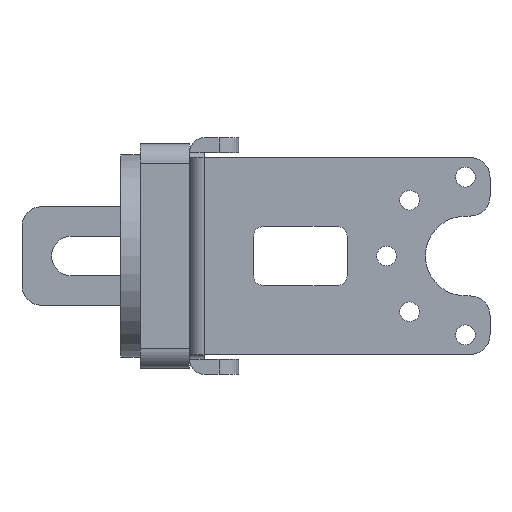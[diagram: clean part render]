
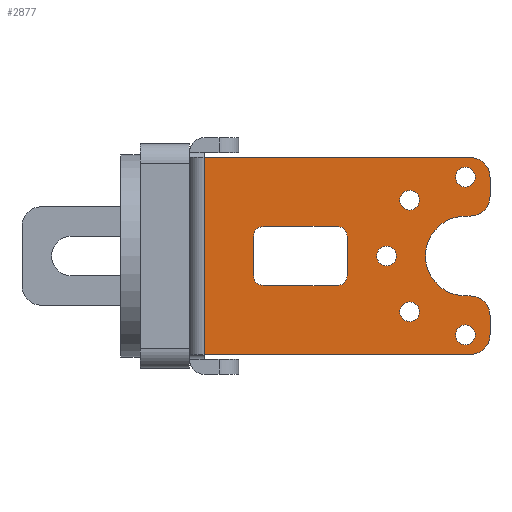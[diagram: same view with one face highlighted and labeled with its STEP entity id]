
A CAD part, left-side view. The second image highlights one B-rep face of the part: STEP entity #2877.
In plain terms, the highlighted planar face has unit normal (-1, 0, 0).
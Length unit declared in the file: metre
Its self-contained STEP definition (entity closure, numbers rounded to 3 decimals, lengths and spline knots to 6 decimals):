
#110=CIRCLE('',#3149,0.001);
#114=CIRCLE('',#3155,0.001);
#118=CIRCLE('',#3161,0.001);
#122=CIRCLE('',#3167,0.001);
#126=CIRCLE('',#3173,0.001);
#133=CIRCLE('',#3183,0.002);
#135=CIRCLE('',#3187,0.002);
#137=CIRCLE('',#3191,0.00405);
#139=CIRCLE('',#3195,0.002);
#141=CIRCLE('',#3198,0.002);
#142=CIRCLE('',#3201,0.001);
#143=CIRCLE('',#3202,0.001);
#144=CIRCLE('',#3203,0.001);
#145=CIRCLE('',#3204,0.001);
#146=CIRCLE('',#3205,0.01);
#147=CIRCLE('',#3206,0.01);
#217=PLANE('',#3200);
#683=ORIENTED_EDGE('',*,*,#1262,.F.);
#684=ORIENTED_EDGE('',*,*,#1266,.F.);
#685=ORIENTED_EDGE('',*,*,#1270,.F.);
#686=ORIENTED_EDGE('',*,*,#1274,.F.);
#687=ORIENTED_EDGE('',*,*,#1278,.F.);
#688=ORIENTED_EDGE('',*,*,#1314,.T.);
#689=ORIENTED_EDGE('',*,*,#1315,.F.);
#690=ORIENTED_EDGE('',*,*,#1316,.T.);
#691=ORIENTED_EDGE('',*,*,#1317,.F.);
#692=ORIENTED_EDGE('',*,*,#1318,.T.);
#693=ORIENTED_EDGE('',*,*,#1319,.F.);
#694=ORIENTED_EDGE('',*,*,#1320,.T.);
#695=ORIENTED_EDGE('',*,*,#1321,.F.);
#696=ORIENTED_EDGE('',*,*,#1306,.T.);
#697=ORIENTED_EDGE('',*,*,#1302,.T.);
#698=ORIENTED_EDGE('',*,*,#1300,.T.);
#699=ORIENTED_EDGE('',*,*,#1296,.F.);
#700=ORIENTED_EDGE('',*,*,#1294,.T.);
#701=ORIENTED_EDGE('',*,*,#1290,.F.);
#702=ORIENTED_EDGE('',*,*,#1288,.T.);
#703=ORIENTED_EDGE('',*,*,#1322,.F.);
#704=ORIENTED_EDGE('',*,*,#1323,.T.);
#705=ORIENTED_EDGE('',*,*,#1283,.T.);
#706=ORIENTED_EDGE('',*,*,#1324,.F.);
#707=ORIENTED_EDGE('',*,*,#1325,.F.);
#708=ORIENTED_EDGE('',*,*,#1310,.T.);
#709=ORIENTED_EDGE('',*,*,#1312,.F.);
#1262=EDGE_CURVE('',#1600,#1600,#110,.T.);
#1266=EDGE_CURVE('',#1604,#1604,#114,.T.);
#1270=EDGE_CURVE('',#1608,#1608,#118,.T.);
#1274=EDGE_CURVE('',#1612,#1612,#122,.T.);
#1278=EDGE_CURVE('',#1616,#1616,#126,.T.);
#1283=EDGE_CURVE('',#1622,#1620,#1817,.T.);
#1288=EDGE_CURVE('',#1627,#1626,#133,.T.);
#1290=EDGE_CURVE('',#1627,#1628,#1821,.T.);
#1294=EDGE_CURVE('',#1631,#1628,#135,.T.);
#1296=EDGE_CURVE('',#1631,#1632,#1825,.T.);
#1300=EDGE_CURVE('',#1635,#1632,#137,.T.);
#1302=EDGE_CURVE('',#1636,#1635,#1829,.T.);
#1306=EDGE_CURVE('',#1639,#1636,#139,.T.);
#1310=EDGE_CURVE('',#1643,#1642,#141,.T.);
#1312=EDGE_CURVE('',#1639,#1642,#1835,.T.);
#1314=EDGE_CURVE('',#1644,#1645,#142,.T.);
#1315=EDGE_CURVE('',#1646,#1645,#1837,.T.);
#1316=EDGE_CURVE('',#1646,#1647,#143,.T.);
#1317=EDGE_CURVE('',#1648,#1647,#1838,.T.);
#1318=EDGE_CURVE('',#1648,#1649,#144,.T.);
#1319=EDGE_CURVE('',#1650,#1649,#1839,.T.);
#1320=EDGE_CURVE('',#1650,#1651,#145,.T.);
#1321=EDGE_CURVE('',#1644,#1651,#1840,.T.);
#1322=EDGE_CURVE('',#1652,#1626,#146,.T.);
#1323=EDGE_CURVE('',#1652,#1622,#1841,.T.);
#1324=EDGE_CURVE('',#1653,#1620,#1842,.T.);
#1325=EDGE_CURVE('',#1643,#1653,#147,.T.);
#1600=VERTEX_POINT('',#4675);
#1604=VERTEX_POINT('',#4685);
#1608=VERTEX_POINT('',#4695);
#1612=VERTEX_POINT('',#4705);
#1616=VERTEX_POINT('',#4715);
#1620=VERTEX_POINT('',#4725);
#1622=VERTEX_POINT('',#4728);
#1626=VERTEX_POINT('',#4737);
#1627=VERTEX_POINT('',#4739);
#1628=VERTEX_POINT('',#4743);
#1631=VERTEX_POINT('',#4751);
#1632=VERTEX_POINT('',#4755);
#1635=VERTEX_POINT('',#4763);
#1636=VERTEX_POINT('',#4767);
#1639=VERTEX_POINT('',#4775);
#1642=VERTEX_POINT('',#4782);
#1643=VERTEX_POINT('',#4784);
#1644=VERTEX_POINT('',#4791);
#1645=VERTEX_POINT('',#4792);
#1646=VERTEX_POINT('',#4794);
#1647=VERTEX_POINT('',#4796);
#1648=VERTEX_POINT('',#4798);
#1649=VERTEX_POINT('',#4800);
#1650=VERTEX_POINT('',#4802);
#1651=VERTEX_POINT('',#4804);
#1652=VERTEX_POINT('',#4807);
#1653=VERTEX_POINT('',#4810);
#1817=LINE('',#4727,#2017);
#1821=LINE('',#4742,#2021);
#1825=LINE('',#4754,#2025);
#1829=LINE('',#4766,#2029);
#1835=LINE('',#4787,#2035);
#1837=LINE('',#4793,#2037);
#1838=LINE('',#4797,#2038);
#1839=LINE('',#4801,#2039);
#1840=LINE('',#4805,#2040);
#1841=LINE('',#4808,#2041);
#1842=LINE('',#4809,#2042);
#2017=VECTOR('',#3846,1.);
#2021=VECTOR('',#3860,1.);
#2025=VECTOR('',#3872,1.);
#2029=VECTOR('',#3884,1.);
#2035=VECTOR('',#3904,1.);
#2037=VECTOR('',#3910,1.);
#2038=VECTOR('',#3913,1.);
#2039=VECTOR('',#3916,1.);
#2040=VECTOR('',#3919,1.);
#2041=VECTOR('',#3922,1.);
#2042=VECTOR('',#3923,1.);
#2280=EDGE_LOOP('',(#683));
#2281=EDGE_LOOP('',(#684));
#2282=EDGE_LOOP('',(#685));
#2283=EDGE_LOOP('',(#686));
#2284=EDGE_LOOP('',(#687));
#2285=EDGE_LOOP('',(#688,#689,#690,#691,#692,#693,#694,#695));
#2286=EDGE_LOOP('',(#696,#697,#698,#699,#700,#701,#702,#703,#704,#705,#706,
#707,#708,#709));
#2556=FACE_BOUND('',#2280,.T.);
#2557=FACE_BOUND('',#2281,.T.);
#2558=FACE_BOUND('',#2282,.T.);
#2559=FACE_BOUND('',#2283,.T.);
#2560=FACE_BOUND('',#2284,.T.);
#2561=FACE_BOUND('',#2285,.T.);
#2562=FACE_BOUND('',#2286,.T.);
#2877=ADVANCED_FACE('',(#2556,#2557,#2558,#2559,#2560,#2561,#2562),#217,
 .F.);
#3149=AXIS2_PLACEMENT_3D('',#4674,#3784,#3785);
#3155=AXIS2_PLACEMENT_3D('',#4684,#3796,#3797);
#3161=AXIS2_PLACEMENT_3D('',#4694,#3808,#3809);
#3167=AXIS2_PLACEMENT_3D('',#4704,#3820,#3821);
#3173=AXIS2_PLACEMENT_3D('',#4714,#3832,#3833);
#3183=AXIS2_PLACEMENT_3D('',#4738,#3855,#3856);
#3187=AXIS2_PLACEMENT_3D('',#4750,#3867,#3868);
#3191=AXIS2_PLACEMENT_3D('',#4762,#3879,#3880);
#3195=AXIS2_PLACEMENT_3D('',#4774,#3891,#3892);
#3198=AXIS2_PLACEMENT_3D('',#4783,#3899,#3900);
#3200=AXIS2_PLACEMENT_3D('',#4789,#3906,#3907);
#3201=AXIS2_PLACEMENT_3D('',#4790,#3908,#3909);
#3202=AXIS2_PLACEMENT_3D('',#4795,#3911,#3912);
#3203=AXIS2_PLACEMENT_3D('',#4799,#3914,#3915);
#3204=AXIS2_PLACEMENT_3D('',#4803,#3917,#3918);
#3205=AXIS2_PLACEMENT_3D('',#4806,#3920,#3921);
#3206=AXIS2_PLACEMENT_3D('',#4811,#3924,#3925);
#3784=DIRECTION('',(-1.,0.,0.));
#3785=DIRECTION('',(0.,1.,0.));
#3796=DIRECTION('',(-1.,0.,0.));
#3797=DIRECTION('',(0.,1.,0.));
#3808=DIRECTION('',(-1.,0.,0.));
#3809=DIRECTION('',(0.,1.,0.));
#3820=DIRECTION('',(-1.,0.,0.));
#3821=DIRECTION('',(0.,1.,0.));
#3832=DIRECTION('',(-1.,0.,0.));
#3833=DIRECTION('',(0.,1.,0.));
#3846=DIRECTION('',(0.,0.,-1.));
#3855=DIRECTION('',(-1.,0.,0.));
#3856=DIRECTION('',(0.,0.,-1.));
#3860=DIRECTION('',(0.,0.,-1.));
#3867=DIRECTION('',(-1.,0.,0.));
#3868=DIRECTION('',(0.,0.,-1.));
#3872=DIRECTION('',(0.,1.,0.));
#3879=DIRECTION('',(1.,0.,0.));
#3880=DIRECTION('',(0.,0.,-1.));
#3884=DIRECTION('',(0.,1.,0.));
#3891=DIRECTION('',(-1.,0.,0.));
#3892=DIRECTION('',(0.,0.,-1.));
#3899=DIRECTION('',(-1.,0.,0.));
#3900=DIRECTION('',(0.,0.,-1.));
#3904=DIRECTION('',(0.,0.,-1.));
#3906=DIRECTION('',(1.,0.,0.));
#3907=DIRECTION('',(0.,1.,0.));
#3908=DIRECTION('',(1.,0.,0.));
#3909=DIRECTION('',(0.,0.,-1.));
#3910=DIRECTION('',(0.,0.,-1.));
#3911=DIRECTION('',(1.,0.,0.));
#3912=DIRECTION('',(0.,0.,-1.));
#3913=DIRECTION('',(0.,1.,0.));
#3914=DIRECTION('',(1.,0.,0.));
#3915=DIRECTION('',(0.,0.,-1.));
#3916=DIRECTION('',(0.,0.,1.));
#3917=DIRECTION('',(1.,0.,0.));
#3918=DIRECTION('',(0.,0.,-1.));
#3919=DIRECTION('',(0.,-1.,0.));
#3920=DIRECTION('',(1.,0.,0.));
#3921=DIRECTION('',(0.,0.,-1.));
#3922=DIRECTION('',(0.,1.,0.));
#3923=DIRECTION('',(0.,1.,0.));
#3924=DIRECTION('',(1.,0.,0.));
#3925=DIRECTION('',(0.,0.,-1.));
#4674=CARTESIAN_POINT('',(-0.0205,0.,-0.008));
#4675=CARTESIAN_POINT('',(-0.0205,0.001,-0.008));
#4684=CARTESIAN_POINT('',(-0.0205,0.005657,-0.005657));
#4685=CARTESIAN_POINT('',(-0.0205,0.006657,-0.005657));
#4694=CARTESIAN_POINT('',(-0.0205,0.008,0.));
#4695=CARTESIAN_POINT('',(-0.0205,0.009,0.));
#4704=CARTESIAN_POINT('',(-0.0205,0.005657,0.005657));
#4705=CARTESIAN_POINT('',(-0.0205,0.006657,0.005657));
#4714=CARTESIAN_POINT('',(-0.0205,0.,0.008));
#4715=CARTESIAN_POINT('',(-0.0205,0.001,0.008));
#4725=CARTESIAN_POINT('',(-0.0205,0.0265,-0.01));
#4727=CARTESIAN_POINT('',(-0.0205,0.0265,0.01));
#4728=CARTESIAN_POINT('',(-0.0205,0.0265,0.01));
#4737=CARTESIAN_POINT('',(-0.0205,-0.000625,0.00998));
#4738=CARTESIAN_POINT('',(-0.0205,-0.0005,0.007984));
#4739=CARTESIAN_POINT('',(-0.0205,-0.0025,0.007984));
#4742=CARTESIAN_POINT('',(-0.0205,-0.0025,-0.006866));
#4743=CARTESIAN_POINT('',(-0.0205,-0.0025,0.00605));
#4750=CARTESIAN_POINT('',(-0.0205,-0.0005,0.00605));
#4751=CARTESIAN_POINT('',(-0.0205,-0.0005,0.00405));
#4754=CARTESIAN_POINT('',(-0.0205,-0.004572,0.00405));
#4755=CARTESIAN_POINT('',(-0.0205,0.,0.00405));
#4762=CARTESIAN_POINT('',(-0.0205,0.,0.));
#4763=CARTESIAN_POINT('',(-0.0205,0.,-0.00405));
#4766=CARTESIAN_POINT('',(-0.0205,-0.015,-0.00405));
#4767=CARTESIAN_POINT('',(-0.0205,-0.0005,-0.00405));
#4774=CARTESIAN_POINT('',(-0.0205,-0.0005,-0.00605));
#4775=CARTESIAN_POINT('',(-0.0205,-0.0025,-0.00605));
#4782=CARTESIAN_POINT('',(-0.0205,-0.0025,-0.007984));
#4783=CARTESIAN_POINT('',(-0.0205,-0.0005,-0.007984));
#4784=CARTESIAN_POINT('',(-0.0205,-0.000625,-0.00998));
#4787=CARTESIAN_POINT('',(-0.0205,-0.0025,-0.006866));
#4789=CARTESIAN_POINT('',(-0.0205,-0.015,0.01));
#4790=CARTESIAN_POINT('',(-0.0205,0.0205,-0.002));
#4791=CARTESIAN_POINT('',(-0.0205,0.0205,-0.003));
#4792=CARTESIAN_POINT('',(-0.0205,0.0215,-0.002));
#4793=CARTESIAN_POINT('',(-0.0205,0.0215,0.));
#4794=CARTESIAN_POINT('',(-0.0205,0.0215,0.002));
#4795=CARTESIAN_POINT('',(-0.0205,0.0205,0.002));
#4796=CARTESIAN_POINT('',(-0.0205,0.0205,0.003));
#4797=CARTESIAN_POINT('',(-0.0205,0.01675,0.003));
#4798=CARTESIAN_POINT('',(-0.0205,0.013,0.003));
#4799=CARTESIAN_POINT('',(-0.0205,0.013,0.002));
#4800=CARTESIAN_POINT('',(-0.0205,0.012,0.002));
#4801=CARTESIAN_POINT('',(-0.0205,0.012,0.));
#4802=CARTESIAN_POINT('',(-0.0205,0.012,-0.002));
#4803=CARTESIAN_POINT('',(-0.0205,0.013,-0.002));
#4804=CARTESIAN_POINT('',(-0.0205,0.013,-0.003));
#4805=CARTESIAN_POINT('',(-0.0205,0.01675,-0.003));
#4806=CARTESIAN_POINT('',(-0.0205,0.,0.));
#4807=CARTESIAN_POINT('',(-0.0205,0.,0.01));
#4808=CARTESIAN_POINT('',(-0.0205,-0.015,0.01));
#4809=CARTESIAN_POINT('',(-0.0205,0.02725,-0.01));
#4810=CARTESIAN_POINT('',(-0.0205,0.,-0.01));
#4811=CARTESIAN_POINT('',(-0.0205,0.,0.));
